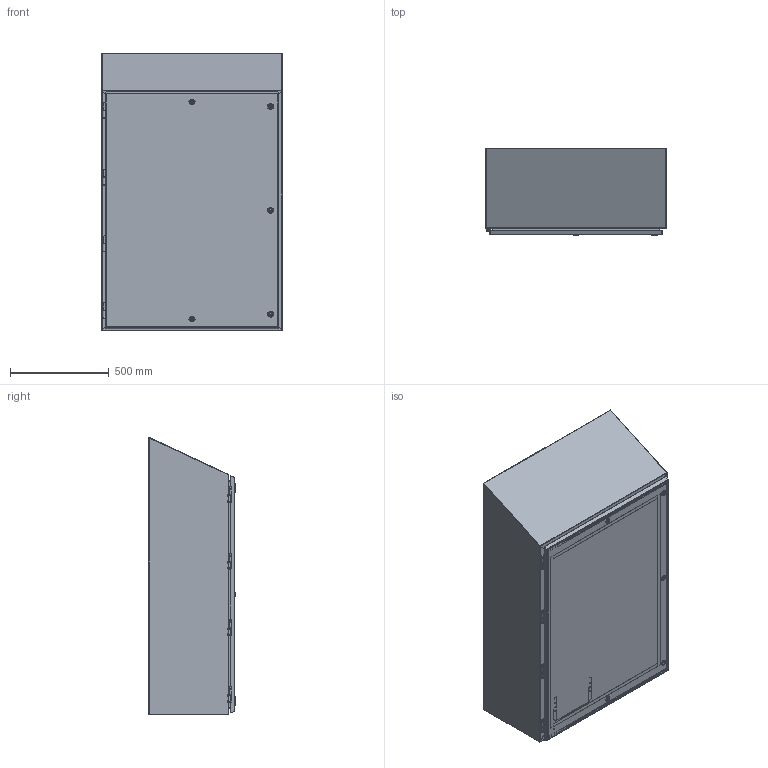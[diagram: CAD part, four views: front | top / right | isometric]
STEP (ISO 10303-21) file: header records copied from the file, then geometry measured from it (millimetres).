
FILE_DESCRIPTION (( 'STEP AP214' ), '1' );
FILE_NAME ('HWST483616S16.STEP', '2020-11-23T22:57:12', ( '' ), ( '' ), 'SwSTEP 2.0', 'SolidWorks 2019', '' );
FILE_SCHEMA (( 'AUTOMOTIVE_DESIGN' ));
Length unit declared in the file: inch
Products named in the file (1): HWST483616S16
Bounding box: 914.4 x 441.2 x 1407.4 mm (x, y, z)
Volume: 8965435.9 mm3; surface area: 9920788.2 mm2
Topology: 86 solids, 87 shells, 1971 faces, 4647 edges, 2928 vertices
Faces by surface type: plane 1216, cylinder 539, bspline 151, cone 65
Full cylindrical faces by diameter (mm): 3.307 x2, 4.166 x2, 4.917 x16, 5 x5, 5.74 x16, 6 x13, 6.096 x16, 6.1 x8, 6.35 x4, 6.985 x8, 7.938 x2, 8.433 x8, 9.347 x2, 9.525 x8, 9.83 x10, 12.7 x14, 13.335 x5, 15.875 x13, 16.002 x5, 16.51 x8, 19.5 x5, 19.939 x5, 27.94 x5, 88.9 x1
Entity records: 88688 total; most frequent: CARTESIAN_POINT 18981, ORIENTED_EDGE 8588, DIRECTION 8489, EDGE_CURVE 4294, AXIS2_PLACEMENT_3D 2904, VERTEX_POINT 2847, VECTOR 2681, LINE 2681
